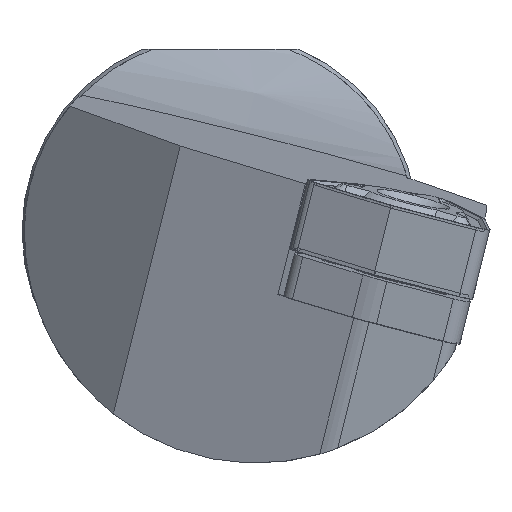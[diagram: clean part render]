
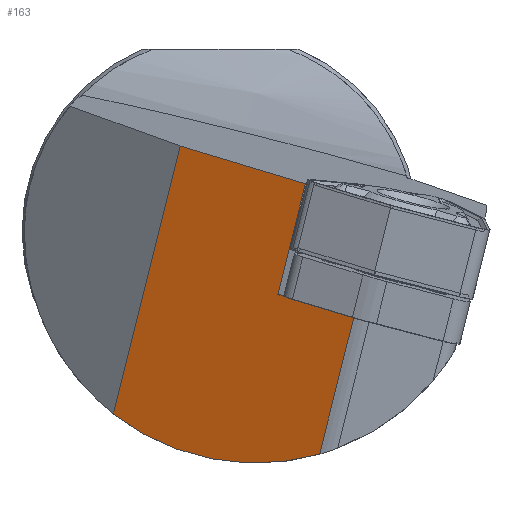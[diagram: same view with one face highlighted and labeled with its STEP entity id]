
A CAD part, left-side view. The second image highlights one B-rep face of the part: STEP entity #163.
In plain terms, the highlighted planar face has unit normal (-0.902, 0.431, 0.01).
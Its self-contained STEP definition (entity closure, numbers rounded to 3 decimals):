
#118=ELLIPSE('',#1935,16.181,14.6);
#163=ADVANCED_FACE('',(#327),#267,.F.);
#267=PLANE('',#1936);
#327=FACE_OUTER_BOUND('',#419,.T.);
#419=EDGE_LOOP('',(#894,#895,#896,#897,#898,#899,#900));
#527=LINE('',#2643,#684);
#546=LINE('',#2695,#703);
#549=LINE('',#2724,#706);
#556=LINE('',#2744,#713);
#557=LINE('',#2748,#714);
#558=LINE('',#2750,#715);
#684=VECTOR('',#2109,1.);
#703=VECTOR('',#2142,1.);
#706=VECTOR('',#2155,1.);
#713=VECTOR('',#2172,1.);
#714=VECTOR('',#2175,1.);
#715=VECTOR('',#2176,1.);
#894=ORIENTED_EDGE('',*,*,#1571,.F.);
#895=ORIENTED_EDGE('',*,*,#1594,.T.);
#896=ORIENTED_EDGE('',*,*,#1604,.F.);
#897=ORIENTED_EDGE('',*,*,#1613,.F.);
#898=ORIENTED_EDGE('',*,*,#1614,.T.);
#899=ORIENTED_EDGE('',*,*,#1615,.T.);
#900=ORIENTED_EDGE('',*,*,#1616,.F.);
#1387=VERTEX_POINT('',#2640);
#1388=VERTEX_POINT('',#2642);
#1406=VERTEX_POINT('',#2694);
#1415=VERTEX_POINT('',#2723);
#1424=VERTEX_POINT('',#2745);
#1425=VERTEX_POINT('',#2747);
#1426=VERTEX_POINT('',#2749);
#1571=EDGE_CURVE('',#1388,#1387,#527,.T.);
#1594=EDGE_CURVE('',#1388,#1406,#546,.T.);
#1604=EDGE_CURVE('',#1415,#1406,#549,.T.);
#1613=EDGE_CURVE('',#1424,#1415,#556,.T.);
#1614=EDGE_CURVE('',#1424,#1425,#118,.T.);
#1615=EDGE_CURVE('',#1425,#1426,#557,.T.);
#1616=EDGE_CURVE('',#1387,#1426,#558,.T.);
#1935=AXIS2_PLACEMENT_3D('',#2746,#2173,#2174);
#1936=AXIS2_PLACEMENT_3D('',#2751,#2177,#2178);
#2109=DIRECTION('',(-0.418,-0.87,-0.262));
#2142=DIRECTION('',(-0.105,-0.241,0.965));
#2155=DIRECTION('',(-0.418,-0.87,-0.262));
#2172=DIRECTION('',(-0.105,-0.241,0.965));
#2173=DIRECTION('',(-0.902,0.431,0.01));
#2174=DIRECTION('',(0.431,0.902,0.02));
#2175=DIRECTION('',(-0.105,-0.241,0.965));
#2176=DIRECTION('',(-0.418,-0.87,-0.262));
#2177=DIRECTION('',(0.902,-0.431,-0.01));
#2178=DIRECTION('',(0.431,0.902,0.));
#2640=CARTESIAN_POINT('',(4.129,-4.108,-4.128));
#2642=CARTESIAN_POINT('',(4.362,-3.624,-3.983));
#2643=CARTESIAN_POINT('',(2.059,-8.413,-5.426));
#2694=CARTESIAN_POINT('',(3.605,-5.366,3.004));
#2695=CARTESIAN_POINT('',(0.181,-13.248,34.617));
#2723=CARTESIAN_POINT('',(7.401,2.527,5.383));
#2724=CARTESIAN_POINT('',(1.302,-10.155,1.56));
#2744=CARTESIAN_POINT('',(11.526,12.021,-32.695));
#2745=CARTESIAN_POINT('',(9.23,6.738,-11.506));
#2746=CARTESIAN_POINT('',(5.061,-2.25,0.));
#2747=CARTESIAN_POINT('',(2.992,-6.266,-14.037));
#2748=CARTESIAN_POINT('',(5.427,-0.661,-36.518));
#2749=CARTESIAN_POINT('',(2.059,-8.413,-5.426));
#2750=CARTESIAN_POINT('',(2.059,-8.413,-5.426));
#2751=CARTESIAN_POINT('',(5.427,-0.661,-36.518));
